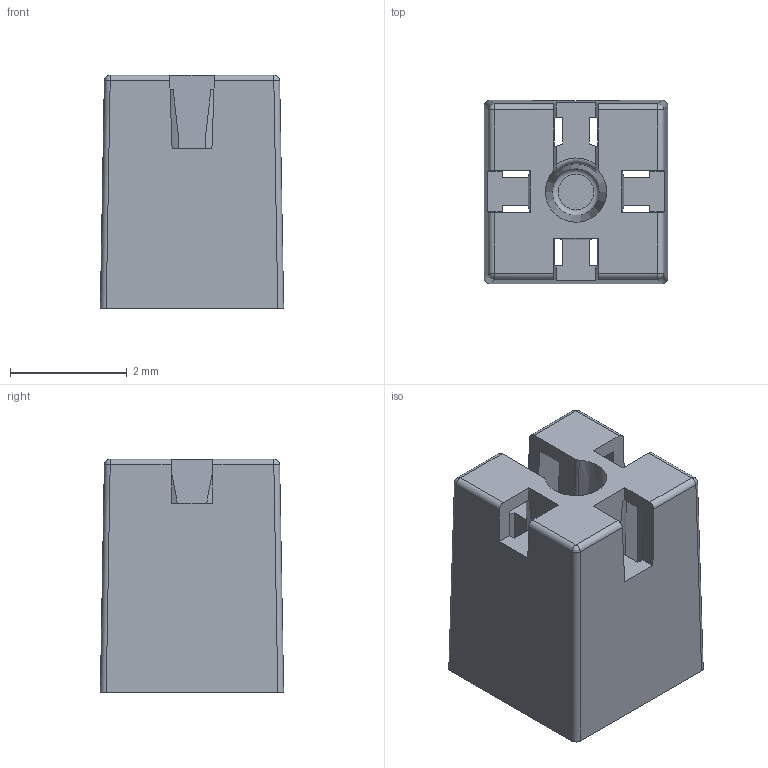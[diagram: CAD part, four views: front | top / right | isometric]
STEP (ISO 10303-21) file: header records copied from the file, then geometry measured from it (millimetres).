
FILE_DESCRIPTION( ( 'STEP AP214' ), '1' );
FILE_NAME( 'psolqas_13904_34.stp', '2020-04-30T07:18:08', ( 'License CC BY-ND 4.0' ), ( 'CADENAS' ), ' ', 'PARTsolutions', ' ' );
FILE_SCHEMA( ( 'AUTOMOTIVE_DESIGN { 1 0 10303 214 1 1 1 1 }' ) );
Length unit declared in the file: metre
Products named in the file (1): 1
Bounding box: 3.14 x 3.14 x 4 mm (x, y, z)
Volume: 19.2 mm3; surface area: 131.2 mm2
Topology: 1 solids, 1 shells, 73 faces, 243 edges, 158 vertices
Faces by surface type: plane 45, cylinder 16, cone 4, sphere 4, torus 2, bspline 2
Entity records: 2789 total; most frequent: CARTESIAN_POINT 727, ORIENTED_EDGE 478, DIRECTION 368, EDGE_CURVE 239, LINE 162, VECTOR 162, VERTEX_POINT 156, AXIS2_PLACEMENT_3D 103
